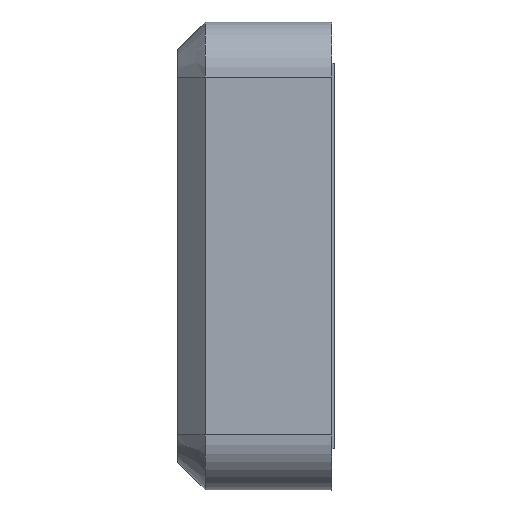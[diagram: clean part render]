
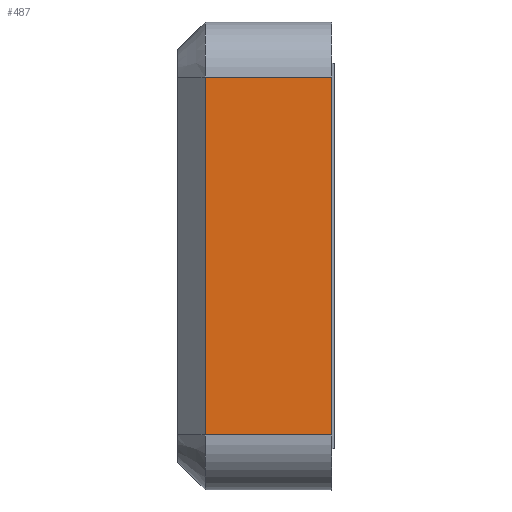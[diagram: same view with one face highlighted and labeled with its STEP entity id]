
A CAD part, left-side view. The second image highlights one B-rep face of the part: STEP entity #487.
In plain terms, the highlighted planar face has unit normal (-1, 0, 0).
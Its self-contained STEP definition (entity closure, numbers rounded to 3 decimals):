
#87=FACE_OUTER_BOUND('',#120,.T.);
#120=EDGE_LOOP('',(#412,#413,#414,#415));
#166=LINE('',#772,#206);
#179=LINE('',#805,#219);
#180=LINE('',#808,#220);
#181=LINE('',#809,#221);
#206=VECTOR('',#621,13.);
#219=VECTOR('',#658,4.6);
#220=VECTOR('',#661,13.);
#221=VECTOR('',#662,4.6);
#245=VERTEX_POINT('',#767);
#246=VERTEX_POINT('',#771);
#254=VERTEX_POINT('',#803);
#255=VERTEX_POINT('',#807);
#297=EDGE_CURVE('',#245,#246,#166,.T.);
#314=EDGE_CURVE('',#254,#245,#179,.T.);
#315=EDGE_CURVE('',#255,#254,#180,.T.);
#316=EDGE_CURVE('',#255,#246,#181,.T.);
#412=ORIENTED_EDGE('',*,*,#297,.F.);
#413=ORIENTED_EDGE('',*,*,#314,.F.);
#414=ORIENTED_EDGE('',*,*,#315,.F.);
#415=ORIENTED_EDGE('',*,*,#316,.T.);
#463=PLANE('',#533);
#487=ADVANCED_FACE('',(#87),#463,.T.);
#533=AXIS2_PLACEMENT_3D('',#806,#659,#660);
#621=DIRECTION('',(0.,0.,1.));
#658=DIRECTION('',(0.,1.,0.));
#659=DIRECTION('center_axis',(-1.,0.,0.));
#660=DIRECTION('ref_axis',(0.,0.,-1.));
#661=DIRECTION('',(0.,0.,-1.));
#662=DIRECTION('',(0.,1.,0.));
#767=CARTESIAN_POINT('',(-22.5,4.6,-6.5));
#771=CARTESIAN_POINT('',(-22.5,4.6,6.5));
#772=CARTESIAN_POINT('',(-22.5,4.6,-6.5));
#803=CARTESIAN_POINT('',(-22.5,0.,-6.5));
#805=CARTESIAN_POINT('',(-22.5,0.,-6.5));
#806=CARTESIAN_POINT('Origin',(-22.5,5.6,8.5));
#807=CARTESIAN_POINT('',(-22.5,0.,6.5));
#808=CARTESIAN_POINT('',(-22.5,0.,6.5));
#809=CARTESIAN_POINT('',(-22.5,0.,6.5));
